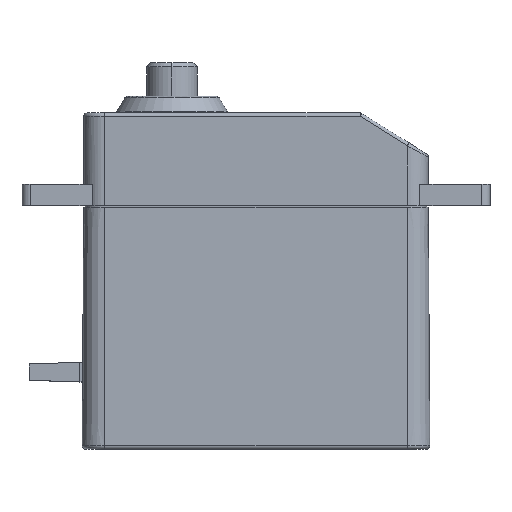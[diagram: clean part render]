
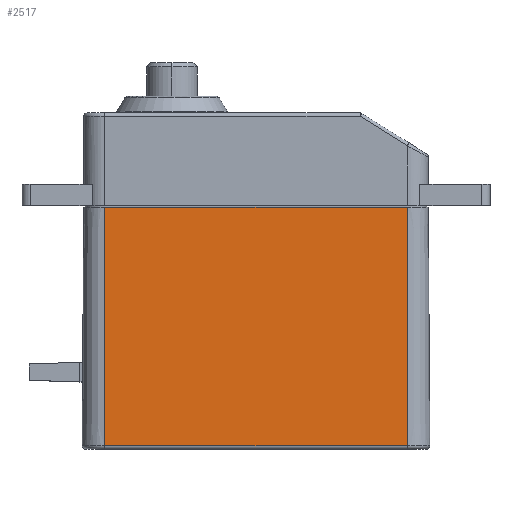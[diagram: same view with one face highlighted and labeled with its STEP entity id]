
A CAD part, top view. The second image highlights one B-rep face of the part: STEP entity #2517.
In plain terms, the highlighted planar face has unit normal (0, 0.007, 1).
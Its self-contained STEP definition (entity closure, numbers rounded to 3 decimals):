
#656=DIRECTION('',(-1.,0.,0.));
#657=VECTOR('',#656,36.);
#658=CARTESIAN_POINT('',(28.,-11.2,10.001));
#659=LINE('',#658,#657);
#771=DIRECTION('',(1.,0.,0.));
#772=VECTOR('',#771,36.);
#773=CARTESIAN_POINT('',(-8.,-39.597,10.2));
#774=LINE('',#773,#772);
#794=DIRECTION('',(0.,-1.,0.007));
#795=VECTOR('',#794,28.398);
#796=CARTESIAN_POINT('',(-8.,-11.2,10.001));
#797=LINE('',#796,#795);
#798=DIRECTION('',(0.,1.,-0.007));
#799=VECTOR('',#798,28.398);
#800=CARTESIAN_POINT('',(28.,-39.597,10.2));
#801=LINE('',#800,#799);
#1294=CARTESIAN_POINT('',(28.,-11.2,10.001));
#1295=VERTEX_POINT('',#1294);
#1296=CARTESIAN_POINT('',(-8.,-11.2,10.001));
#1297=VERTEX_POINT('',#1296);
#1332=CARTESIAN_POINT('',(28.,-39.597,10.2));
#1333=VERTEX_POINT('',#1332);
#1334=CARTESIAN_POINT('',(-8.,-39.597,10.2));
#1335=VERTEX_POINT('',#1334);
#2505=CARTESIAN_POINT('',(-8.,-11.,10.));
#2506=DIRECTION('',(0.,0.007,1.));
#2507=DIRECTION('',(1.,0.,0.));
#2508=AXIS2_PLACEMENT_3D('',#2505,#2506,#2507);
#2509=PLANE('',#2508);
#2510=ORIENTED_EDGE('',*,*,#2473,.F.);
#2511=ORIENTED_EDGE('',*,*,#2500,.F.);
#2512=ORIENTED_EDGE('',*,*,#2342,.F.);
#2514=ORIENTED_EDGE('',*,*,#2513,.F.);
#2515=EDGE_LOOP('',(#2510,#2511,#2512,#2514));
#2516=FACE_OUTER_BOUND('',#2515,.F.);
#2342=EDGE_CURVE('',#1295,#1297,#659,.T.);
#2473=EDGE_CURVE('',#1335,#1333,#774,.T.);
#2500=EDGE_CURVE('',#1297,#1335,#797,.T.);
#2513=EDGE_CURVE('',#1333,#1295,#801,.T.);
#2517=ADVANCED_FACE('',(#2516),#2509,.T.);
